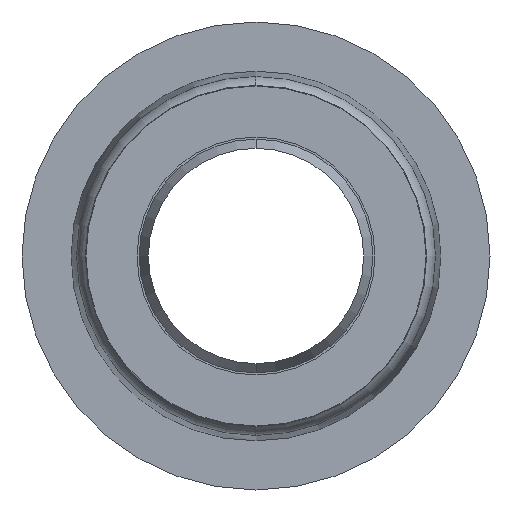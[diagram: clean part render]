
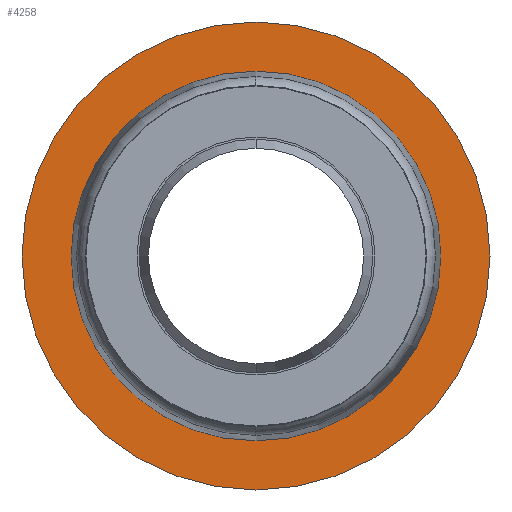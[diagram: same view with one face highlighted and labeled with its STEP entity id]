
A CAD part, left-side view. The second image highlights one B-rep face of the part: STEP entity #4258.
In plain terms, the highlighted planar face has unit normal (-1, 0, 0).
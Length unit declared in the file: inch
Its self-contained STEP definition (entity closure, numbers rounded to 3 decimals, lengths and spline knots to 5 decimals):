
#27 = AXIS2_PLACEMENT_3D ( 'NONE', #2466, #2493, #4561 ) ;
#48 = CARTESIAN_POINT ( 'NONE',  ( 2.65, 0., 0. ) ) ;
#354 = FACE_OUTER_BOUND ( 'NONE', #4604, .T. ) ;
#453 = DIRECTION ( 'NONE',  ( 0., 0., 1. ) ) ;
#460 = PLANE ( 'NONE',  #2206 ) ;
#551 = VERTEX_POINT ( 'NONE', #4787 ) ;
#573 = CARTESIAN_POINT ( 'NONE',  ( 2.65, 0., -1.185 ) ) ;
#1066 = CARTESIAN_POINT ( 'NONE',  ( 2.65, 0., 0. ) ) ;
#1729 = EDGE_CURVE ( 'NONE', #3642, #551, #5235, .T. ) ;
#1824 = EDGE_CURVE ( 'NONE', #551, #3642, #4995, .T. ) ;
#1894 = CIRCLE ( 'NONE', #4014, 1.185 ) ;
#2132 = DIRECTION ( 'NONE',  ( 0., 0., -1. ) ) ;
#2139 = ORIENTED_EDGE ( 'NONE', *, *, #1824, .T. ) ;
#2173 = ORIENTED_EDGE ( 'NONE', *, *, #2708, .F. ) ;
#2206 = AXIS2_PLACEMENT_3D ( 'NONE', #5031, #4612, #2132 ) ;
#2464 = FACE_BOUND ( 'NONE', #2874, .T. ) ;
#2466 = CARTESIAN_POINT ( 'NONE',  ( 2.65, 0., 0. ) ) ;
#2493 = DIRECTION ( 'NONE',  ( -1., 0., 0. ) ) ;
#2592 = CIRCLE ( 'NONE', #27, 1.185 ) ;
#2644 = VERTEX_POINT ( 'NONE', #3370 ) ;
#2706 = AXIS2_PLACEMENT_3D ( 'NONE', #48, #3247, #453 ) ;
#2708 = EDGE_CURVE ( 'NONE', #2644, #4880, #1894, .T. ) ;
#2743 = DIRECTION ( 'NONE',  ( 0., 0., 1. ) ) ;
#2766 = CARTESIAN_POINT ( 'NONE',  ( 2.65, 0., 0. ) ) ;
#2771 = ORIENTED_EDGE ( 'NONE', *, *, #1729, .T. ) ;
#2874 = EDGE_LOOP ( 'NONE', ( #5059, #2173 ) ) ;
#2941 = CARTESIAN_POINT ( 'NONE',  ( 2.65, 0., -1.5 ) ) ;
#3163 = DIRECTION ( 'NONE',  ( -1., 0., 0. ) ) ;
#3247 = DIRECTION ( 'NONE',  ( -1., 0., 0. ) ) ;
#3370 = CARTESIAN_POINT ( 'NONE',  ( 2.65, 0., 1.185 ) ) ;
#3642 = VERTEX_POINT ( 'NONE', #2941 ) ;
#4014 = AXIS2_PLACEMENT_3D ( 'NONE', #1066, #4303, #4731 ) ;
#4258 = ADVANCED_FACE ( 'NONE', ( #2464, #354 ), #460, .F. ) ;
#4303 = DIRECTION ( 'NONE',  ( -1., 0., 0. ) ) ;
#4560 = AXIS2_PLACEMENT_3D ( 'NONE', #2766, #3163, #2743 ) ;
#4561 = DIRECTION ( 'NONE',  ( 0., 0., 1. ) ) ;
#4604 = EDGE_LOOP ( 'NONE', ( #2139, #2771 ) ) ;
#4612 = DIRECTION ( 'NONE',  ( 1., 0., 0. ) ) ;
#4731 = DIRECTION ( 'NONE',  ( 0., 0., 1. ) ) ;
#4787 = CARTESIAN_POINT ( 'NONE',  ( 2.65, 0., 1.5 ) ) ;
#4880 = VERTEX_POINT ( 'NONE', #573 ) ;
#4995 = CIRCLE ( 'NONE', #2706, 1.5 ) ;
#5031 = CARTESIAN_POINT ( 'NONE',  ( 2.65, 1.5, 0. ) ) ;
#5059 = ORIENTED_EDGE ( 'NONE', *, *, #5245, .F. ) ;
#5235 = CIRCLE ( 'NONE', #4560, 1.5 ) ;
#5245 = EDGE_CURVE ( 'NONE', #4880, #2644, #2592, .T. ) ;
